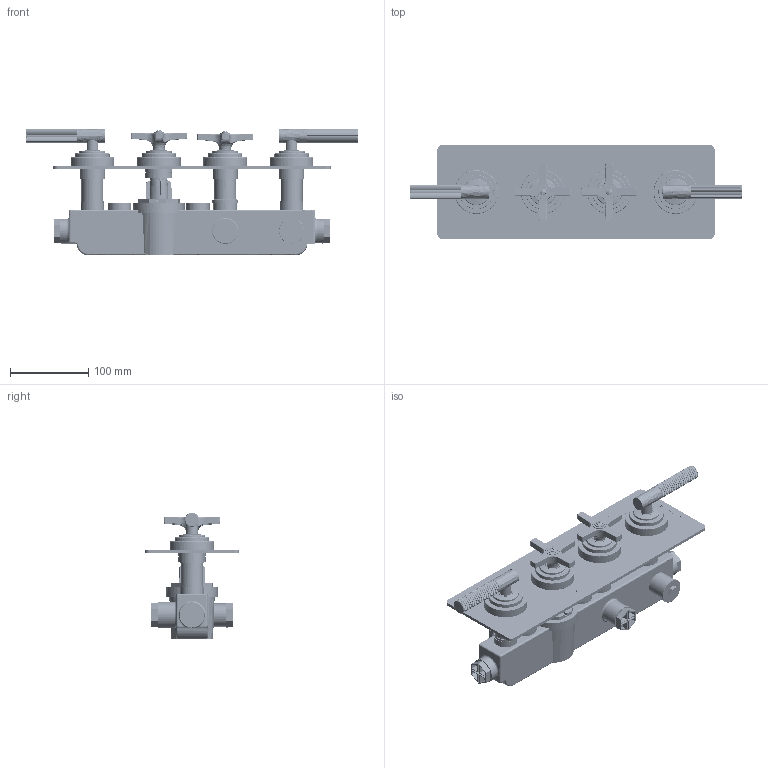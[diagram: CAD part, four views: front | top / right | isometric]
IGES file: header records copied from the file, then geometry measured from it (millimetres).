
Global section: file name: V706-TLX; native system: Autodesk Inventor 2023; preprocessor: unknown; author: rclarke; date: 20230224.091846; units: millimetre
Bounding box: 425 x 120 x 161.9 mm (x, y, z)
Volume: 1250670 mm3; surface area: 494747 mm2
Topology: 112 solids, 129 shells, 5081 faces, 13935 edges, 9370 vertices
Faces by surface type: bspline 5081
